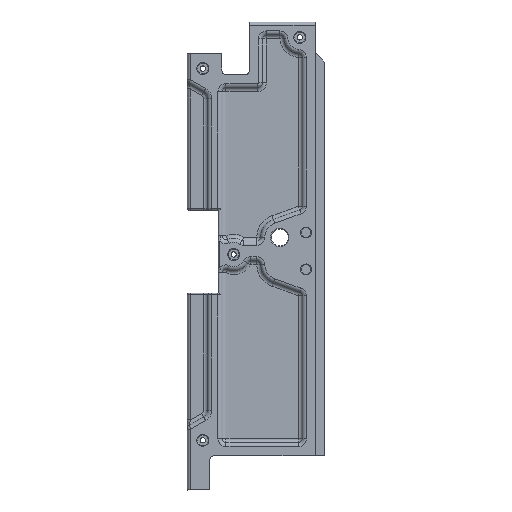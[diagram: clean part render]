
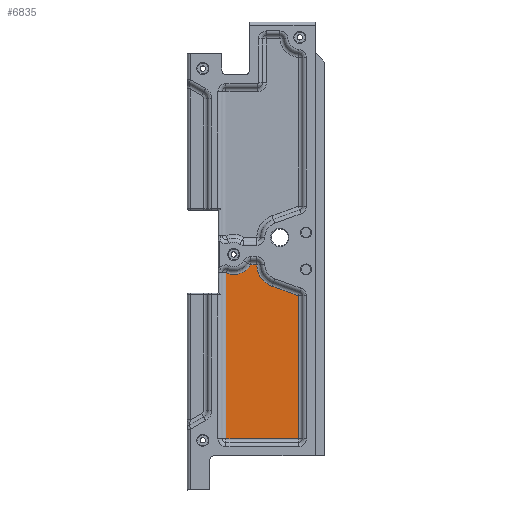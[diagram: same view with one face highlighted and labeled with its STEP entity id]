
A CAD part, top view. The second image highlights one B-rep face of the part: STEP entity #6835.
In plain terms, the highlighted planar face has unit normal (0, 0, 1).
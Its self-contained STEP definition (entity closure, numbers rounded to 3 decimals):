
#591=CIRCLE('',#7277,15.);
#637=CIRCLE('',#7354,13.);
#1037=FACE_OUTER_BOUND('',#1466,.T.);
#1466=EDGE_LOOP('',(#6192,#6193,#6194,#6195,#6196,#6197,#6198));
#2067=LINE('',#12525,#2662);
#2068=LINE('',#12531,#2663);
#2069=LINE('',#12541,#2664);
#2080=LINE('',#12662,#2675);
#2081=LINE('',#12666,#2676);
#2662=VECTOR('',#8763,10.);
#2663=VECTOR('',#8772,10.);
#2664=VECTOR('',#8787,10.);
#2675=VECTOR('',#8950,10.);
#2676=VECTOR('',#8957,10.);
#3278=VERTEX_POINT('',#12519);
#3279=VERTEX_POINT('',#12523);
#3280=VERTEX_POINT('',#12529);
#3281=VERTEX_POINT('',#12533);
#3282=VERTEX_POINT('',#12539);
#3306=VERTEX_POINT('',#12655);
#3307=VERTEX_POINT('',#12661);
#4217=EDGE_CURVE('',#3279,#3278,#2067,.T.);
#4220=EDGE_CURVE('',#3280,#3279,#2068,.T.);
#4222=EDGE_CURVE('',#3281,#3280,#591,.T.);
#4225=EDGE_CURVE('',#3282,#3281,#2069,.T.);
#4279=EDGE_CURVE('',#3306,#3282,#637,.T.);
#4281=EDGE_CURVE('',#3278,#3307,#2080,.T.);
#4284=EDGE_CURVE('',#3307,#3306,#2081,.T.);
#6192=ORIENTED_EDGE('',*,*,#4279,.F.);
#6193=ORIENTED_EDGE('',*,*,#4284,.F.);
#6194=ORIENTED_EDGE('',*,*,#4281,.F.);
#6195=ORIENTED_EDGE('',*,*,#4217,.F.);
#6196=ORIENTED_EDGE('',*,*,#4220,.F.);
#6197=ORIENTED_EDGE('',*,*,#4222,.F.);
#6198=ORIENTED_EDGE('',*,*,#4225,.F.);
#6452=PLANE('',#7364);
#6835=ADVANCED_FACE('',(#1037),#6452,.T.);
#7277=AXIS2_PLACEMENT_3D('',#12535,#8777,#8778);
#7354=AXIS2_PLACEMENT_3D('',#12657,#8942,#8943);
#7364=AXIS2_PLACEMENT_3D('',#12670,#8964,#8965);
#8763=DIRECTION('',(0.,-1.,0.));
#8772=DIRECTION('',(0.94,-0.342,0.));
#8777=DIRECTION('center_axis',(0.,0.,1.));
#8778=DIRECTION('ref_axis',(-0.814,-0.58,0.));
#8787=DIRECTION('',(1.,0.,0.));
#8942=DIRECTION('center_axis',(0.,0.,1.));
#8943=DIRECTION('ref_axis',(0.31,-0.951,0.));
#8950=DIRECTION('',(-1.,0.,0.));
#8957=DIRECTION('',(0.,1.,0.));
#8964=DIRECTION('center_axis',(0.,0.,1.));
#8965=DIRECTION('ref_axis',(1.,0.,0.));
#12519=CARTESIAN_POINT('',(-197.,6.75,3.));
#12523=CARTESIAN_POINT('',(-197.,99.67,3.));
#12525=CARTESIAN_POINT('',(-197.,118.147,3.));
#12529=CARTESIAN_POINT('',(-214.13,105.905,3.));
#12531=CARTESIAN_POINT('',(-225.599,110.079,3.));
#12533=CARTESIAN_POINT('',(-223.998,119.75,3.));
#12535=CARTESIAN_POINT('Origin',(-209.,120.,3.));
#12539=CARTESIAN_POINT('',(-227.89,119.75,3.));
#12541=CARTESIAN_POINT('',(-228.407,119.75,3.));
#12655=CARTESIAN_POINT('',(-244.,114.5,3.));
#12657=CARTESIAN_POINT('Origin',(-239.,126.5,3.));
#12661=CARTESIAN_POINT('',(-244.,6.75,3.));
#12662=CARTESIAN_POINT('',(-212.963,6.75,3.));
#12666=CARTESIAN_POINT('',(-244.,71.688,3.));
#12670=CARTESIAN_POINT('Origin',(-228.925,136.625,3.));
